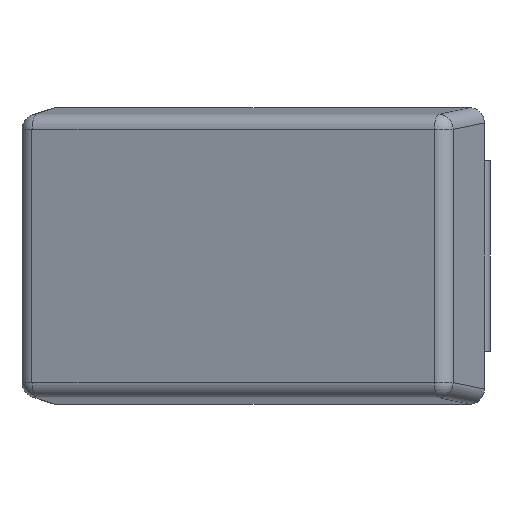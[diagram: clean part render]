
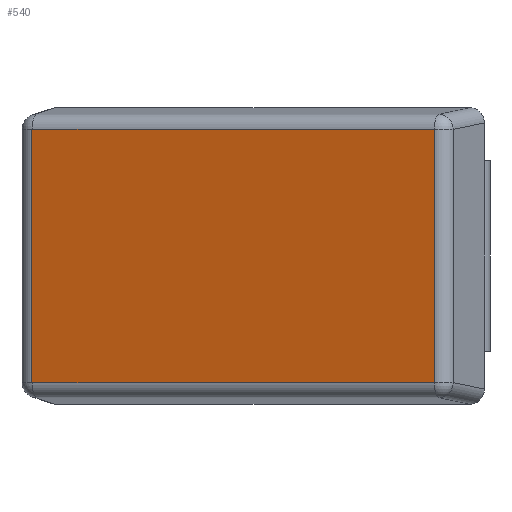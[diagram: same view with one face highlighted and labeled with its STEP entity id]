
A CAD part, left-side view. The second image highlights one B-rep face of the part: STEP entity #540.
In plain terms, the highlighted planar face has unit normal (-0.94, 0.342, 0).
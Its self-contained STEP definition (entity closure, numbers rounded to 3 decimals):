
#32=PLANE('',#609);
#126=ORIENTED_EDGE('',*,*,#270,.T.);
#127=ORIENTED_EDGE('',*,*,#272,.T.);
#128=ORIENTED_EDGE('',*,*,#273,.F.);
#129=ORIENTED_EDGE('',*,*,#274,.T.);
#270=EDGE_CURVE('',#341,#340,#375,.T.);
#272=EDGE_CURVE('',#340,#342,#376,.F.);
#273=EDGE_CURVE('',#343,#342,#377,.T.);
#274=EDGE_CURVE('',#343,#341,#378,.F.);
#340=VERTEX_POINT('',#918);
#341=VERTEX_POINT('',#920);
#342=VERTEX_POINT('',#924);
#343=VERTEX_POINT('',#926);
#375=LINE('',#919,#417);
#376=LINE('',#923,#418);
#377=LINE('',#925,#419);
#378=LINE('',#927,#420);
#417=VECTOR('',#734,1000.);
#418=VECTOR('',#739,1000.);
#419=VECTOR('',#740,1000.);
#420=VECTOR('',#741,1000.);
#450=EDGE_LOOP('',(#126,#127,#128,#129));
#486=FACE_BOUND('',#450,.T.);
#540=ADVANCED_FACE('',(#486),#32,.F.);
#609=AXIS2_PLACEMENT_3D('',#922,#737,#738);
#734=DIRECTION('',(0.,0.,1.));
#737=DIRECTION('',(0.94,-0.342,0.));
#738=DIRECTION('',(0.342,0.94,0.));
#739=DIRECTION('',(-0.342,-0.94,0.));
#740=DIRECTION('',(0.,0.,1.));
#741=DIRECTION('',(0.342,0.94,0.));
#918=CARTESIAN_POINT('',(-38.389,11.056,4.816));
#919=CARTESIAN_POINT('',(-38.389,11.056,1.2));
#920=CARTESIAN_POINT('',(-38.389,11.056,1.484));
#922=CARTESIAN_POINT('',(-38.389,11.056,1.2));
#923=CARTESIAN_POINT('',(-38.389,11.056,4.816));
#924=CARTESIAN_POINT('',(-36.463,16.349,4.816));
#925=CARTESIAN_POINT('',(-36.463,16.349,1.2));
#926=CARTESIAN_POINT('',(-36.463,16.349,1.484));
#927=CARTESIAN_POINT('',(-38.389,11.056,1.484));
